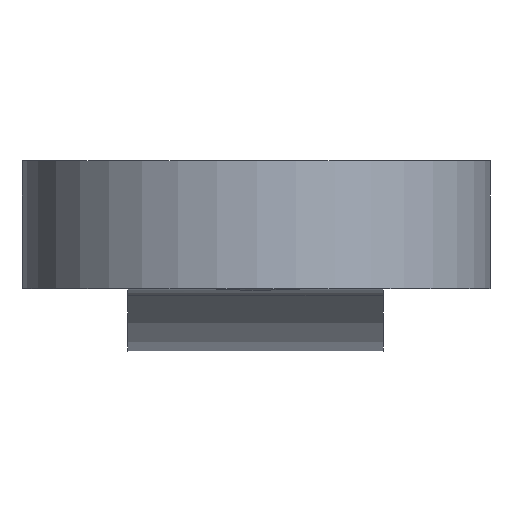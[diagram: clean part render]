
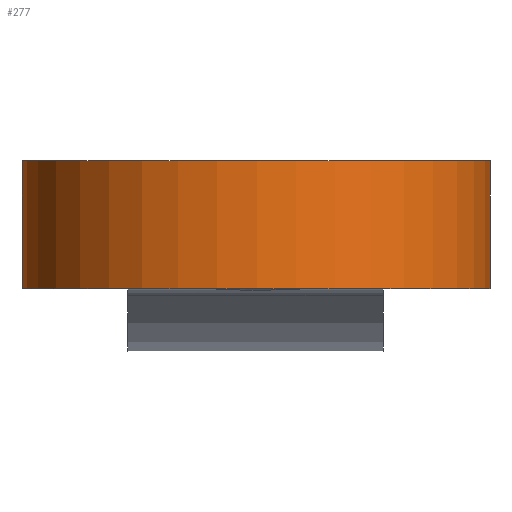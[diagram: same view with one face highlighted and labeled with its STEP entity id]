
A CAD part, front view. The second image highlights one B-rep face of the part: STEP entity #277.
In plain terms, the highlighted cylindrical face has radius 5.5 mm (diameter 11 mm), a partial arc.
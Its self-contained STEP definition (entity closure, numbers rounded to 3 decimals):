
#34=FACE_OUTER_BOUND('',#48,.T.);
#48=EDGE_LOOP('',(#238,#239,#240,#241));
#63=CIRCLE('',#309,5.5);
#70=CIRCLE('',#322,5.5);
#88=LINE('',#494,#108);
#89=LINE('',#498,#109);
#108=VECTOR('',#397,10.);
#109=VECTOR('',#402,10.);
#129=VERTEX_POINT('',#465);
#130=VERTEX_POINT('',#467);
#136=VERTEX_POINT('',#490);
#138=VERTEX_POINT('',#496);
#160=EDGE_CURVE('',#129,#130,#63,.T.);
#174=EDGE_CURVE('',#136,#130,#88,.T.);
#175=EDGE_CURVE('',#138,#136,#70,.T.);
#176=EDGE_CURVE('',#138,#129,#89,.T.);
#238=ORIENTED_EDGE('',*,*,#175,.T.);
#239=ORIENTED_EDGE('',*,*,#174,.T.);
#240=ORIENTED_EDGE('',*,*,#160,.F.);
#241=ORIENTED_EDGE('',*,*,#176,.F.);
#265=CYLINDRICAL_SURFACE('',#321,5.5);
#277=ADVANCED_FACE('',(#34),#265,.T.);
#309=AXIS2_PLACEMENT_3D('',#468,#366,#367);
#321=AXIS2_PLACEMENT_3D('',#495,#398,#399);
#322=AXIS2_PLACEMENT_3D('',#497,#400,#401);
#366=DIRECTION('center_axis',(0.,0.,-1.));
#367=DIRECTION('ref_axis',(1.,0.,0.));
#397=DIRECTION('',(0.,0.,-1.));
#398=DIRECTION('center_axis',(0.,0.,-1.));
#399=DIRECTION('ref_axis',(0.003,-1.,0.));
#400=DIRECTION('center_axis',(0.,0.,-1.));
#401=DIRECTION('ref_axis',(1.,0.,0.));
#402=DIRECTION('',(0.,0.,-1.));
#465=CARTESIAN_POINT('',(3.,-4.104,-36.));
#467=CARTESIAN_POINT('',(-3.,-4.121,-36.));
#468=CARTESIAN_POINT('Origin',(0.013,-8.722,-36.));
#490=CARTESIAN_POINT('',(-3.,-4.121,-33.));
#494=CARTESIAN_POINT('',(-3.,-4.121,-33.));
#495=CARTESIAN_POINT('Origin',(0.013,-8.722,-33.));
#496=CARTESIAN_POINT('',(3.,-4.104,-33.));
#497=CARTESIAN_POINT('Origin',(0.013,-8.722,-33.));
#498=CARTESIAN_POINT('',(3.,-4.104,-33.));
